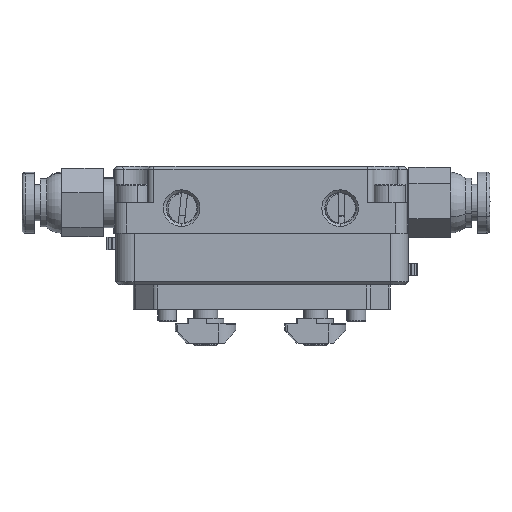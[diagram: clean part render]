
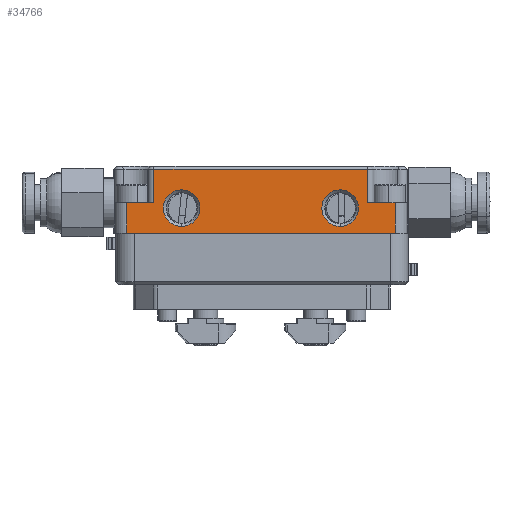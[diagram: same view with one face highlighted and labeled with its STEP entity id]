
A CAD part, left-side view. The second image highlights one B-rep face of the part: STEP entity #34766.
In plain terms, the highlighted planar face has unit normal (-1, -0.003, 0).
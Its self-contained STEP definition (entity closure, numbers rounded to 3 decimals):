
#904 = VECTOR ( 'NONE', #5835, 1000. ) ;
#912 = FACE_BOUND ( 'NONE', #1922, .T. ) ;
#984 = EDGE_CURVE ( 'NONE', #14749, #28667, #12218, .T. ) ;
#1681 = DIRECTION ( 'NONE',  ( 1., 0.003, 0. ) ) ;
#1922 = EDGE_LOOP ( 'NONE', ( #6877, #6853 ) ) ;
#2273 = ORIENTED_EDGE ( 'NONE', *, *, #5908, .T. ) ;
#4757 = DIRECTION ( 'NONE',  ( -0.003, 1., 0. ) ) ;
#4892 = DIRECTION ( 'NONE',  ( -0.003, 1., 0. ) ) ;
#5113 = CARTESIAN_POINT ( 'NONE',  ( -78.903, 46.612, 14.644 ) ) ;
#5353 = CARTESIAN_POINT ( 'NONE',  ( -78.965, 68.612, 8.644 ) ) ;
#5835 = DIRECTION ( 'NONE',  ( 0., 0., 1. ) ) ;
#5908 = EDGE_CURVE ( 'NONE', #33018, #37967, #12066, .T. ) ;
#6642 = AXIS2_PLACEMENT_3D ( 'NONE', #18054, #17776, #27588 ) ;
#6853 = ORIENTED_EDGE ( 'NONE', *, *, #28762, .T. ) ;
#6877 = ORIENTED_EDGE ( 'NONE', *, *, #16522, .T. ) ;
#7916 = EDGE_CURVE ( 'NONE', #10912, #28046, #16478, .T. ) ;
#8558 = LINE ( 'NONE', #33460, #30067 ) ;
#8838 = EDGE_LOOP ( 'NONE', ( #27877, #17176, #12471, #16580, #2273, #10904, #29515, #26034 ) ) ;
#9390 = VERTEX_POINT ( 'NONE', #35102 ) ;
#10509 = CARTESIAN_POINT ( 'NONE',  ( -78.928, 55.612, 10.747 ) ) ;
#10904 = ORIENTED_EDGE ( 'NONE', *, *, #18744, .T. ) ;
#10912 = VERTEX_POINT ( 'NONE', #34665 ) ;
#11008 = DIRECTION ( 'NONE',  ( 0., 0., -1. ) ) ;
#11413 = DIRECTION ( 'NONE',  ( 0.003, -1., 0. ) ) ;
#11479 = AXIS2_PLACEMENT_3D ( 'NONE', #18825, #22880, #14196 ) ;
#11705 = DIRECTION ( 'NONE',  ( 0., 0., 1. ) ) ;
#12066 = LINE ( 'NONE', #20610, #14058 ) ;
#12218 = CIRCLE ( 'NONE', #15638, 3. ) ;
#12471 = ORIENTED_EDGE ( 'NONE', *, *, #26192, .T. ) ;
#12639 = CARTESIAN_POINT ( 'NONE',  ( -78.916, 51.076, 14.144 ) ) ;
#13475 = VECTOR ( 'NONE', #11705, 1000. ) ;
#14058 = VECTOR ( 'NONE', #11008, 1000. ) ;
#14196 = DIRECTION ( 'NONE',  ( -0.003, 1., 0. ) ) ;
#14749 = VERTEX_POINT ( 'NONE', #15271 ) ;
#14902 = AXIS2_PLACEMENT_3D ( 'NONE', #36595, #39832, #4757 ) ;
#14914 = FACE_OUTER_BOUND ( 'NONE', #8838, .T. ) ;
#14948 = ORIENTED_EDGE ( 'NONE', *, *, #36003, .T. ) ;
#15271 = CARTESIAN_POINT ( 'NONE',  ( -79.002, 81.612, 10.747 ) ) ;
#15288 = DIRECTION ( 'NONE',  ( 0., 0., -1. ) ) ;
#15638 = AXIS2_PLACEMENT_3D ( 'NONE', #27688, #1681, #4892 ) ;
#16478 = LINE ( 'NONE', #5113, #13475 ) ;
#16497 = CIRCLE ( 'NONE', #11479, 3. ) ;
#16522 = EDGE_CURVE ( 'NONE', #38278, #17472, #30660, .T. ) ;
#16580 = ORIENTED_EDGE ( 'NONE', *, *, #17528, .F. ) ;
#16684 = VERTEX_POINT ( 'NONE', #12639 ) ;
#17176 = ORIENTED_EDGE ( 'NONE', *, *, #20765, .T. ) ;
#17341 = VECTOR ( 'NONE', #15288, 1000. ) ;
#17393 = LINE ( 'NONE', #5353, #28462 ) ;
#17472 = VERTEX_POINT ( 'NONE', #20343 ) ;
#17528 = EDGE_CURVE ( 'NONE', #33018, #34940, #8558, .T. ) ;
#17776 = DIRECTION ( 'NONE',  ( 1., 0.003, 0. ) ) ;
#17902 = LINE ( 'NONE', #37942, #904 ) ;
#18054 = CARTESIAN_POINT ( 'NONE',  ( -78.928, 55.612, 7.747 ) ) ;
#18349 = CARTESIAN_POINT ( 'NONE',  ( -79.015, 86.147, 14.644 ) ) ;
#18490 = LINE ( 'NONE', #29832, #23001 ) ;
#18744 = EDGE_CURVE ( 'NONE', #37967, #10912, #18490, .T. ) ;
#18825 = CARTESIAN_POINT ( 'NONE',  ( -78.928, 55.612, 7.747 ) ) ;
#18938 = ORIENTED_EDGE ( 'NONE', *, *, #984, .T. ) ;
#20343 = CARTESIAN_POINT ( 'NONE',  ( -78.928, 55.612, 4.747 ) ) ;
#20610 = CARTESIAN_POINT ( 'NONE',  ( -79.027, 90.612, 14.644 ) ) ;
#20765 = EDGE_CURVE ( 'NONE', #16684, #9390, #25761, .T. ) ;
#20944 = CARTESIAN_POINT ( 'NONE',  ( -78.903, 46.612, 8.644 ) ) ;
#21577 = DIRECTION ( 'NONE',  ( 0.003, -1., 0. ) ) ;
#21728 = VECTOR ( 'NONE', #32802, 1000. ) ;
#22880 = DIRECTION ( 'NONE',  ( 1., 0.003, 0. ) ) ;
#23001 = VECTOR ( 'NONE', #33010, 1000. ) ;
#23722 = CARTESIAN_POINT ( 'NONE',  ( -78.916, 51.076, 8.644 ) ) ;
#24428 = FACE_BOUND ( 'NONE', #25172, .T. ) ;
#24642 = EDGE_CURVE ( 'NONE', #30130, #16684, #17902, .T. ) ;
#25172 = EDGE_LOOP ( 'NONE', ( #18938, #14948 ) ) ;
#25761 = LINE ( 'NONE', #29633, #21728 ) ;
#25862 = CIRCLE ( 'NONE', #37129, 3. ) ;
#26034 = ORIENTED_EDGE ( 'NONE', *, *, #29254, .F. ) ;
#26192 = EDGE_CURVE ( 'NONE', #9390, #34940, #28364, .T. ) ;
#27588 = DIRECTION ( 'NONE',  ( -0.003, 1., 0. ) ) ;
#27688 = CARTESIAN_POINT ( 'NONE',  ( -79.002, 81.612, 7.747 ) ) ;
#27877 = ORIENTED_EDGE ( 'NONE', *, *, #24642, .T. ) ;
#28046 = VERTEX_POINT ( 'NONE', #20944 ) ;
#28364 = LINE ( 'NONE', #18349, #17341 ) ;
#28411 = DIRECTION ( 'NONE',  ( 1., 0.003, 0. ) ) ;
#28462 = VECTOR ( 'NONE', #21577, 1000. ) ;
#28667 = VERTEX_POINT ( 'NONE', #40465 ) ;
#28762 = EDGE_CURVE ( 'NONE', #17472, #38278, #16497, .T. ) ;
#29254 = EDGE_CURVE ( 'NONE', #30130, #28046, #17393, .T. ) ;
#29515 = ORIENTED_EDGE ( 'NONE', *, *, #7916, .T. ) ;
#29633 = CARTESIAN_POINT ( 'NONE',  ( -79.015, 86.147, 14.144 ) ) ;
#29832 = CARTESIAN_POINT ( 'NONE',  ( -78.897, 44.612, 3.644 ) ) ;
#30067 = VECTOR ( 'NONE', #11413, 1000. ) ;
#30130 = VERTEX_POINT ( 'NONE', #23722 ) ;
#30660 = CIRCLE ( 'NONE', #6642, 3. ) ;
#30715 = CARTESIAN_POINT ( 'NONE',  ( -79.015, 86.147, 8.644 ) ) ;
#31047 = DIRECTION ( 'NONE',  ( -0.003, 1., 0. ) ) ;
#31196 = CARTESIAN_POINT ( 'NONE',  ( -79.002, 81.612, 7.747 ) ) ;
#31876 = CARTESIAN_POINT ( 'NONE',  ( -79.027, 90.612, 3.644 ) ) ;
#32802 = DIRECTION ( 'NONE',  ( -0.003, 1., 0. ) ) ;
#33010 = DIRECTION ( 'NONE',  ( 0.003, -1., 0. ) ) ;
#33018 = VERTEX_POINT ( 'NONE', #37940 ) ;
#33392 = PLANE ( 'NONE',  #14902 ) ;
#33460 = CARTESIAN_POINT ( 'NONE',  ( -78.965, 68.612, 8.644 ) ) ;
#34665 = CARTESIAN_POINT ( 'NONE',  ( -78.903, 46.612, 3.644 ) ) ;
#34766 = ADVANCED_FACE ( 'NONE', ( #24428, #912, #14914 ), #33392, .F. ) ;
#34940 = VERTEX_POINT ( 'NONE', #30715 ) ;
#35102 = CARTESIAN_POINT ( 'NONE',  ( -79.015, 86.147, 14.144 ) ) ;
#36003 = EDGE_CURVE ( 'NONE', #28667, #14749, #25862, .T. ) ;
#36595 = CARTESIAN_POINT ( 'NONE',  ( -78.897, 44.612, 14.644 ) ) ;
#37129 = AXIS2_PLACEMENT_3D ( 'NONE', #31196, #28411, #31047 ) ;
#37940 = CARTESIAN_POINT ( 'NONE',  ( -79.027, 90.612, 8.644 ) ) ;
#37942 = CARTESIAN_POINT ( 'NONE',  ( -78.916, 51.076, 14.644 ) ) ;
#37967 = VERTEX_POINT ( 'NONE', #31876 ) ;
#38278 = VERTEX_POINT ( 'NONE', #10509 ) ;
#39832 = DIRECTION ( 'NONE',  ( 1., 0.003, 0. ) ) ;
#40465 = CARTESIAN_POINT ( 'NONE',  ( -79.002, 81.612, 4.747 ) ) ;
